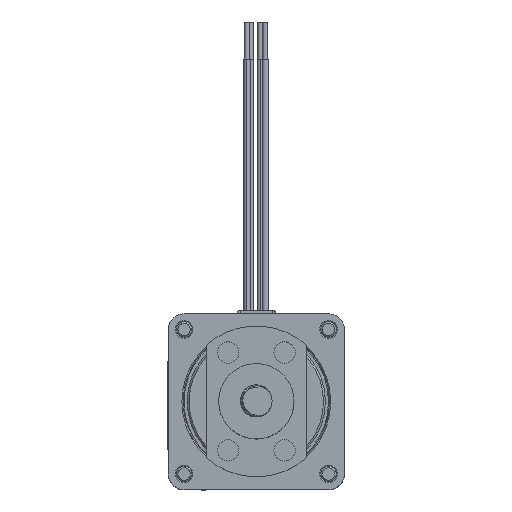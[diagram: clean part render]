
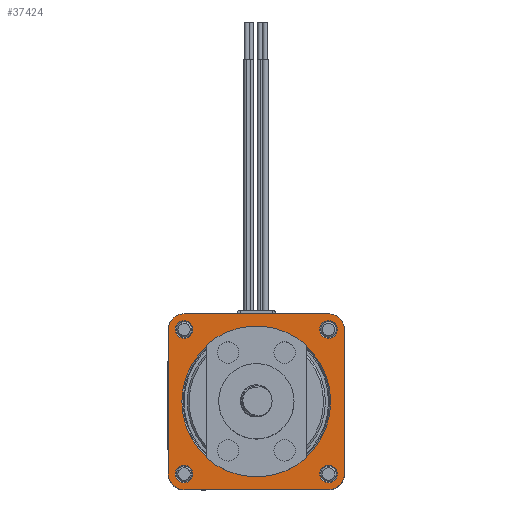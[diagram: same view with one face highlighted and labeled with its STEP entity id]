
A CAD part, top view. The second image highlights one B-rep face of the part: STEP entity #37424.
In plain terms, the highlighted face is planar.
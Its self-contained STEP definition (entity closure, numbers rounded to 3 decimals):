
#3818=LINE('',#63277,#7360);
#3822=LINE('',#63289,#7364);
#3826=LINE('',#63301,#7368);
#3830=LINE('',#63311,#7372);
#7360=VECTOR('',#51994,23.);
#7364=VECTOR('',#52006,23.);
#7368=VECTOR('',#52018,23.);
#7372=VECTOR('',#52030,23.);
#8491=PLANE('',#41182);
#8873=FACE_BOUND('',#12950,.T.);
#8874=FACE_BOUND('',#12951,.T.);
#8875=FACE_BOUND('',#12952,.T.);
#8876=FACE_BOUND('',#12953,.T.);
#8877=FACE_BOUND('',#12954,.T.);
#10812=FACE_OUTER_BOUND('',#12949,.T.);
#12949=EDGE_LOOP('',(#34338,#34339,#34340,#34341,#34342,#34343,#34344,#34345));
#12950=EDGE_LOOP('',(#34346));
#12951=EDGE_LOOP('',(#34347));
#12952=EDGE_LOOP('',(#34348));
#12953=EDGE_LOOP('',(#34349));
#12954=EDGE_LOOP('',(#34350));
#14752=CIRCLE('',#41124,2.5);
#14754=CIRCLE('',#41128,2.5);
#14756=CIRCLE('',#41132,2.5);
#14758=CIRCLE('',#41136,2.5);
#14772=CIRCLE('',#41166,1.4);
#14774=CIRCLE('',#41169,1.4);
#14776=CIRCLE('',#41172,1.4);
#14778=CIRCLE('',#41175,1.4);
#14779=CIRCLE('',#41183,11.85);
#18338=VERTEX_POINT('',#63268);
#18339=VERTEX_POINT('',#63270);
#18341=VERTEX_POINT('',#63276);
#18343=VERTEX_POINT('',#63282);
#18345=VERTEX_POINT('',#63288);
#18347=VERTEX_POINT('',#63294);
#18349=VERTEX_POINT('',#63300);
#18351=VERTEX_POINT('',#63306);
#18381=VERTEX_POINT('',#63393);
#18383=VERTEX_POINT('',#63398);
#18385=VERTEX_POINT('',#63403);
#18387=VERTEX_POINT('',#63408);
#18388=VERTEX_POINT('',#63417);
#23681=EDGE_CURVE('',#18339,#18338,#14752,.T.);
#23684=EDGE_CURVE('',#18341,#18339,#3818,.T.);
#23687=EDGE_CURVE('',#18343,#18341,#14754,.T.);
#23690=EDGE_CURVE('',#18345,#18343,#3822,.T.);
#23693=EDGE_CURVE('',#18347,#18345,#14756,.T.);
#23696=EDGE_CURVE('',#18349,#18347,#3826,.T.);
#23699=EDGE_CURVE('',#18351,#18349,#14758,.T.);
#23702=EDGE_CURVE('',#18338,#18351,#3830,.T.);
#23740=EDGE_CURVE('',#18381,#18381,#14772,.T.);
#23742=EDGE_CURVE('',#18383,#18383,#14774,.T.);
#23744=EDGE_CURVE('',#18385,#18385,#14776,.T.);
#23746=EDGE_CURVE('',#18387,#18387,#14778,.T.);
#23747=EDGE_CURVE('',#18388,#18388,#14779,.F.);
#34338=ORIENTED_EDGE('',*,*,#23681,.T.);
#34339=ORIENTED_EDGE('',*,*,#23702,.T.);
#34340=ORIENTED_EDGE('',*,*,#23699,.T.);
#34341=ORIENTED_EDGE('',*,*,#23696,.T.);
#34342=ORIENTED_EDGE('',*,*,#23693,.T.);
#34343=ORIENTED_EDGE('',*,*,#23690,.T.);
#34344=ORIENTED_EDGE('',*,*,#23687,.T.);
#34345=ORIENTED_EDGE('',*,*,#23684,.T.);
#34346=ORIENTED_EDGE('',*,*,#23747,.T.);
#34347=ORIENTED_EDGE('',*,*,#23740,.F.);
#34348=ORIENTED_EDGE('',*,*,#23742,.F.);
#34349=ORIENTED_EDGE('',*,*,#23744,.F.);
#34350=ORIENTED_EDGE('',*,*,#23746,.F.);
#37424=ADVANCED_FACE('',(#10812,#8873,#8874,#8875,#8876,#8877),#8491,.T.);
#41124=AXIS2_PLACEMENT_3D('',#63271,#51988,#51989);
#41128=AXIS2_PLACEMENT_3D('',#63283,#52000,#52001);
#41132=AXIS2_PLACEMENT_3D('',#63295,#52012,#52013);
#41136=AXIS2_PLACEMENT_3D('',#63307,#52024,#52025);
#41166=AXIS2_PLACEMENT_3D('',#63394,#52111,#52112);
#41169=AXIS2_PLACEMENT_3D('',#63399,#52117,#52118);
#41172=AXIS2_PLACEMENT_3D('',#63404,#52123,#52124);
#41175=AXIS2_PLACEMENT_3D('',#63409,#52129,#52130);
#41182=AXIS2_PLACEMENT_3D('',#63416,#52143,#52144);
#41183=AXIS2_PLACEMENT_3D('',#63418,#52145,#52146);
#51988=DIRECTION('center_axis',(0.,0.,-1.));
#51989=DIRECTION('ref_axis',(-1.,0.,0.));
#51994=DIRECTION('',(-1.,0.,0.));
#52000=DIRECTION('center_axis',(0.,0.,-1.));
#52001=DIRECTION('ref_axis',(-1.,0.,0.));
#52006=DIRECTION('',(0.,-1.,0.));
#52012=DIRECTION('center_axis',(0.,0.,-1.));
#52013=DIRECTION('ref_axis',(-1.,0.,0.));
#52018=DIRECTION('',(1.,0.,0.));
#52024=DIRECTION('center_axis',(0.,0.,-1.));
#52025=DIRECTION('ref_axis',(-1.,0.,0.));
#52030=DIRECTION('',(0.,1.,0.));
#52111=DIRECTION('center_axis',(0.,0.,-1.));
#52112=DIRECTION('ref_axis',(-1.,0.,0.));
#52117=DIRECTION('center_axis',(0.,0.,-1.));
#52118=DIRECTION('ref_axis',(-1.,0.,0.));
#52123=DIRECTION('center_axis',(0.,0.,-1.));
#52124=DIRECTION('ref_axis',(-1.,0.,0.));
#52129=DIRECTION('center_axis',(0.,0.,-1.));
#52130=DIRECTION('ref_axis',(-1.,0.,0.));
#52143=DIRECTION('center_axis',(0.,0.,-1.));
#52144=DIRECTION('ref_axis',(-1.,0.,0.));
#52145=DIRECTION('center_axis',(0.,0.,-1.));
#52146=DIRECTION('ref_axis',(-1.,0.,0.));
#63268=CARTESIAN_POINT('',(-14.,-11.5,1.5));
#63270=CARTESIAN_POINT('',(-11.5,-14.,1.5));
#63271=CARTESIAN_POINT('Origin',(-11.5,-11.5,1.5));
#63276=CARTESIAN_POINT('',(11.5,-14.,1.5));
#63277=CARTESIAN_POINT('',(11.5,-14.,1.5));
#63282=CARTESIAN_POINT('',(14.,-11.5,1.5));
#63283=CARTESIAN_POINT('Origin',(11.5,-11.5,1.5));
#63288=CARTESIAN_POINT('',(14.,11.5,1.5));
#63289=CARTESIAN_POINT('',(14.,11.5,1.5));
#63294=CARTESIAN_POINT('',(11.5,14.,1.5));
#63295=CARTESIAN_POINT('Origin',(11.5,11.5,1.5));
#63300=CARTESIAN_POINT('',(-11.5,14.,1.5));
#63301=CARTESIAN_POINT('',(-11.5,14.,1.5));
#63306=CARTESIAN_POINT('',(-14.,11.5,1.5));
#63307=CARTESIAN_POINT('Origin',(-11.5,11.5,1.5));
#63311=CARTESIAN_POINT('',(-14.,-11.5,1.5));
#63393=CARTESIAN_POINT('',(10.1,11.5,1.5));
#63394=CARTESIAN_POINT('Origin',(11.5,11.5,1.5));
#63398=CARTESIAN_POINT('',(-12.9,11.5,1.5));
#63399=CARTESIAN_POINT('Origin',(-11.5,11.5,1.5));
#63403=CARTESIAN_POINT('',(-12.9,-11.5,1.5));
#63404=CARTESIAN_POINT('Origin',(-11.5,-11.5,1.5));
#63408=CARTESIAN_POINT('',(10.1,-11.5,1.5));
#63409=CARTESIAN_POINT('Origin',(11.5,-11.5,1.5));
#63416=CARTESIAN_POINT('Origin',(0.,0.,1.5));
#63417=CARTESIAN_POINT('',(-11.85,0.,1.5));
#63418=CARTESIAN_POINT('Origin',(0.,0.,1.5));
